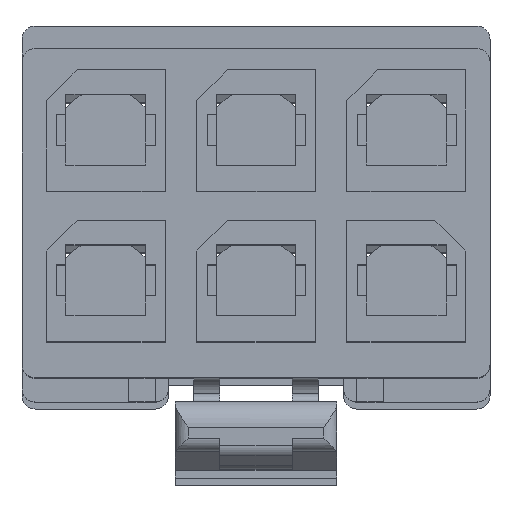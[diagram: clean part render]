
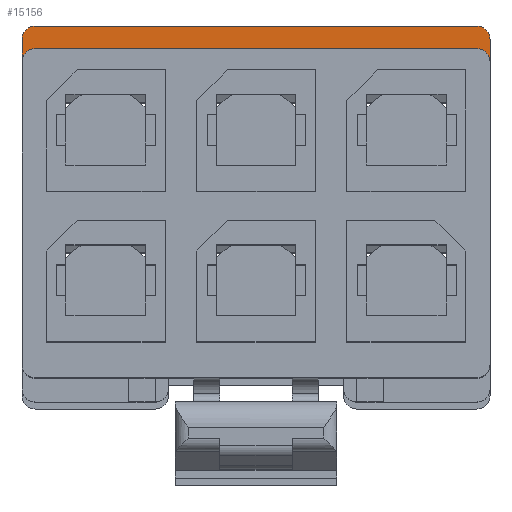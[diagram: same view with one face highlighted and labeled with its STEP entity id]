
A CAD part, top view. The second image highlights one B-rep face of the part: STEP entity #15156.
In plain terms, the highlighted planar face has unit normal (0, 0, 1).
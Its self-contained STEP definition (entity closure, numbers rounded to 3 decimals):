
#10357=CARTESIAN_POINT('',(-8.375,7.206,163.462));
#10358=DIRECTION('',(0.,0.,-1.));
#10359=DIRECTION('',(-1.,0.,0.));
#10360=AXIS2_PLACEMENT_3D('',#10357,#10358,#10359);
#10362=CARTESIAN_POINT('',(-8.375,8.078,163.462));
#10363=DIRECTION('',(0.,0.,1.));
#10364=DIRECTION('',(0.,1.,0.));
#10365=AXIS2_PLACEMENT_3D('',#10362,#10363,#10364);
#10367=CARTESIAN_POINT('',(8.375,8.078,163.462));
#10368=DIRECTION('',(0.,0.,1.));
#10369=DIRECTION('',(1.,0.,0.));
#10370=AXIS2_PLACEMENT_3D('',#10367,#10368,#10369);
#10372=CARTESIAN_POINT('',(8.375,7.206,163.462));
#10373=DIRECTION('',(0.,0.,-1.));
#10374=DIRECTION('',(0.,1.,0.));
#10375=AXIS2_PLACEMENT_3D('',#10372,#10373,#10374);
#10541=DIRECTION('',(0.,-1.,0.));
#10542=VECTOR('',#10541,0.872);
#10543=CARTESIAN_POINT('',(8.875,8.078,163.462));
#10544=LINE('',#10543,#10542);
#10557=DIRECTION('',(-1.,0.,0.));
#10558=VECTOR('',#10557,16.75);
#10559=CARTESIAN_POINT('',(8.375,7.706,163.462));
#10560=LINE('',#10559,#10558);
#10569=DIRECTION('',(1.,0.,0.));
#10570=VECTOR('',#10569,16.75);
#10571=CARTESIAN_POINT('',(-8.375,8.578,163.462));
#10572=LINE('',#10571,#10570);
#10774=DIRECTION('',(0.,1.,0.));
#10775=VECTOR('',#10774,0.872);
#10776=CARTESIAN_POINT('',(-8.875,7.206,163.462));
#10777=LINE('',#10776,#10775);
#14022=CARTESIAN_POINT('',(-8.875,7.206,163.462));
#14023=VERTEX_POINT('',#14022);
#14024=CARTESIAN_POINT('',(-8.875,8.078,163.462));
#14025=VERTEX_POINT('',#14024);
#14026=CARTESIAN_POINT('',(-8.375,8.578,163.462));
#14027=VERTEX_POINT('',#14026);
#14028=CARTESIAN_POINT('',(8.375,8.578,163.462));
#14029=VERTEX_POINT('',#14028);
#14030=CARTESIAN_POINT('',(8.875,8.078,163.462));
#14031=VERTEX_POINT('',#14030);
#14036=CARTESIAN_POINT('',(8.875,7.206,163.462));
#14037=VERTEX_POINT('',#14036);
#14038=CARTESIAN_POINT('',(8.375,7.706,163.462));
#14039=VERTEX_POINT('',#14038);
#14040=CARTESIAN_POINT('',(-8.375,7.706,163.462));
#14041=VERTEX_POINT('',#14040);
#15134=CARTESIAN_POINT('',(-11.734,7.248,163.462));
#15135=DIRECTION('',(0.,0.,-1.));
#15136=DIRECTION('',(1.,0.,0.));
#15137=AXIS2_PLACEMENT_3D('',#15134,#15135,#15136);
#15138=PLANE('',#15137);
#15140=ORIENTED_EDGE('',*,*,#15139,.F.);
#15142=ORIENTED_EDGE('',*,*,#15141,.T.);
#15143=ORIENTED_EDGE('',*,*,#15124,.F.);
#15145=ORIENTED_EDGE('',*,*,#15144,.T.);
#15147=ORIENTED_EDGE('',*,*,#15146,.F.);
#15149=ORIENTED_EDGE('',*,*,#15148,.T.);
#15151=ORIENTED_EDGE('',*,*,#15150,.F.);
#15153=ORIENTED_EDGE('',*,*,#15152,.T.);
#15154=EDGE_LOOP('',(#15140,#15142,#15143,#15145,#15147,#15149,#15151,#15153));
#15155=FACE_OUTER_BOUND('',#15154,.F.);
#15156=ADVANCED_FACE('',(#15155),#15138,.F.);
#10361=CIRCLE('',#10360,0.5);
#10366=CIRCLE('',#10365,0.5);
#10371=CIRCLE('',#10370,0.5);
#10376=CIRCLE('',#10375,0.5);
#15124=EDGE_CURVE('',#14027,#14025,#10366,.T.);
#15139=EDGE_CURVE('',#14023,#14041,#10361,.T.);
#15141=EDGE_CURVE('',#14023,#14025,#10777,.T.);
#15144=EDGE_CURVE('',#14027,#14029,#10572,.T.);
#15146=EDGE_CURVE('',#14031,#14029,#10371,.T.);
#15148=EDGE_CURVE('',#14031,#14037,#10544,.T.);
#15150=EDGE_CURVE('',#14039,#14037,#10376,.T.);
#15152=EDGE_CURVE('',#14039,#14041,#10560,.T.);
